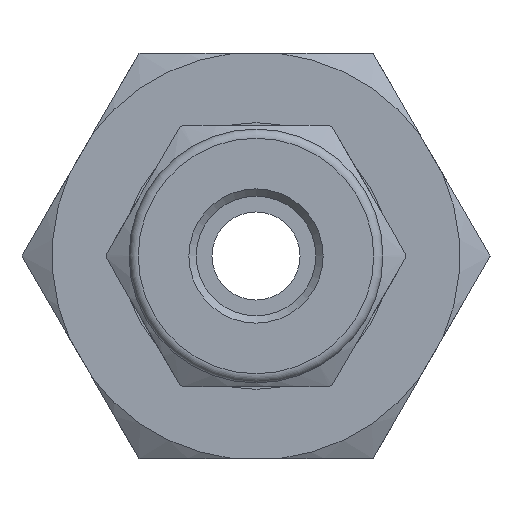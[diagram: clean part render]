
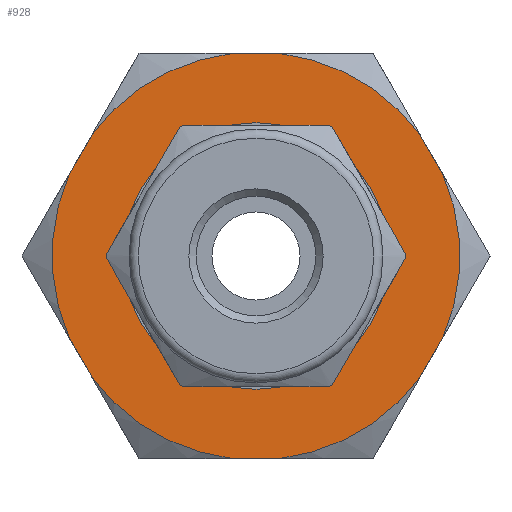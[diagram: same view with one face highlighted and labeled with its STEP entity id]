
A CAD part, left-side view. The second image highlights one B-rep face of the part: STEP entity #928.
In plain terms, the highlighted planar face has unit normal (-1, 0, 0).
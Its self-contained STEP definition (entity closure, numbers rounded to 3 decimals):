
#22=FACE_BOUND('',#222,.T.);
#61=CIRCLE('',#1012,5.9);
#82=CIRCLE('',#1050,11.169);
#83=CIRCLE('',#1051,11.169);
#84=CIRCLE('',#1052,11.169);
#85=CIRCLE('',#1053,11.169);
#86=CIRCLE('',#1054,11.169);
#87=CIRCLE('',#1055,11.169);
#156=FACE_OUTER_BOUND('',#221,.T.);
#221=EDGE_LOOP('',(#757,#758,#759,#760,#761,#762,#763,#764,#765,#766,#767,
#768));
#222=EDGE_LOOP('',(#769));
#277=LINE('',#1568,#321);
#278=LINE('',#1572,#322);
#279=LINE('',#1576,#323);
#280=LINE('',#1580,#324);
#281=LINE('',#1584,#325);
#282=LINE('',#1588,#326);
#321=VECTOR('',#1275,10.);
#322=VECTOR('',#1278,10.);
#323=VECTOR('',#1281,10.);
#324=VECTOR('',#1284,10.);
#325=VECTOR('',#1287,10.);
#326=VECTOR('',#1290,10.);
#406=VERTEX_POINT('',#1500);
#424=VERTEX_POINT('',#1566);
#425=VERTEX_POINT('',#1567);
#426=VERTEX_POINT('',#1569);
#427=VERTEX_POINT('',#1571);
#428=VERTEX_POINT('',#1573);
#429=VERTEX_POINT('',#1575);
#430=VERTEX_POINT('',#1577);
#431=VERTEX_POINT('',#1579);
#432=VERTEX_POINT('',#1581);
#433=VERTEX_POINT('',#1583);
#434=VERTEX_POINT('',#1585);
#435=VERTEX_POINT('',#1587);
#509=EDGE_CURVE('',#406,#406,#61,.T.);
#540=EDGE_CURVE('',#424,#425,#277,.T.);
#541=EDGE_CURVE('',#426,#425,#82,.T.);
#542=EDGE_CURVE('',#426,#427,#278,.T.);
#543=EDGE_CURVE('',#428,#427,#83,.T.);
#544=EDGE_CURVE('',#428,#429,#279,.T.);
#545=EDGE_CURVE('',#430,#429,#84,.T.);
#546=EDGE_CURVE('',#430,#431,#280,.T.);
#547=EDGE_CURVE('',#432,#431,#85,.T.);
#548=EDGE_CURVE('',#432,#433,#281,.T.);
#549=EDGE_CURVE('',#434,#433,#86,.T.);
#550=EDGE_CURVE('',#434,#435,#282,.T.);
#551=EDGE_CURVE('',#424,#435,#87,.T.);
#757=ORIENTED_EDGE('',*,*,#540,.T.);
#758=ORIENTED_EDGE('',*,*,#541,.F.);
#759=ORIENTED_EDGE('',*,*,#542,.T.);
#760=ORIENTED_EDGE('',*,*,#543,.F.);
#761=ORIENTED_EDGE('',*,*,#544,.T.);
#762=ORIENTED_EDGE('',*,*,#545,.F.);
#763=ORIENTED_EDGE('',*,*,#546,.T.);
#764=ORIENTED_EDGE('',*,*,#547,.F.);
#765=ORIENTED_EDGE('',*,*,#548,.T.);
#766=ORIENTED_EDGE('',*,*,#549,.F.);
#767=ORIENTED_EDGE('',*,*,#550,.T.);
#768=ORIENTED_EDGE('',*,*,#551,.F.);
#769=ORIENTED_EDGE('',*,*,#509,.T.);
#884=PLANE('',#1049);
#928=ADVANCED_FACE('',(#156,#22),#884,.T.);
#1012=AXIS2_PLACEMENT_3D('',#1501,#1189,#1190);
#1049=AXIS2_PLACEMENT_3D('',#1565,#1273,#1274);
#1050=AXIS2_PLACEMENT_3D('',#1570,#1276,#1277);
#1051=AXIS2_PLACEMENT_3D('',#1574,#1279,#1280);
#1052=AXIS2_PLACEMENT_3D('',#1578,#1282,#1283);
#1053=AXIS2_PLACEMENT_3D('',#1582,#1285,#1286);
#1054=AXIS2_PLACEMENT_3D('',#1586,#1288,#1289);
#1055=AXIS2_PLACEMENT_3D('',#1589,#1291,#1292);
#1189=DIRECTION('center_axis',(1.,0.,0.));
#1190=DIRECTION('ref_axis',(0.,1.,0.));
#1273=DIRECTION('center_axis',(-1.,0.,0.));
#1274=DIRECTION('ref_axis',(0.,0.,1.));
#1275=DIRECTION('',(0.,-0.5,0.866));
#1276=DIRECTION('center_axis',(1.,0.,0.));
#1277=DIRECTION('ref_axis',(0.,0.,-1.));
#1278=DIRECTION('',(0.,0.5,0.866));
#1279=DIRECTION('center_axis',(1.,0.,0.));
#1280=DIRECTION('ref_axis',(0.,0.,-1.));
#1281=DIRECTION('',(0.,1.,0.));
#1282=DIRECTION('center_axis',(1.,0.,0.));
#1283=DIRECTION('ref_axis',(0.,0.,-1.));
#1284=DIRECTION('',(0.,0.5,-0.866));
#1285=DIRECTION('center_axis',(1.,0.,0.));
#1286=DIRECTION('ref_axis',(0.,0.,-1.));
#1287=DIRECTION('',(0.,-0.5,-0.866));
#1288=DIRECTION('center_axis',(1.,0.,0.));
#1289=DIRECTION('ref_axis',(0.,0.,-1.));
#1290=DIRECTION('',(0.,-1.,0.));
#1291=DIRECTION('center_axis',(1.,0.,0.));
#1292=DIRECTION('ref_axis',(0.,0.,-1.));
#1500=CARTESIAN_POINT('',(17.841,-5.9,0.));
#1501=CARTESIAN_POINT('Origin',(17.841,0.,
0.));
#1565=CARTESIAN_POINT('Origin',(17.841,11.169,0.));
#1566=CARTESIAN_POINT('',(17.841,-8.992,-6.626));
#1567=CARTESIAN_POINT('',(17.841,-10.234,-4.474));
#1568=CARTESIAN_POINT('',(17.841,-6.615,-10.743));
#1569=CARTESIAN_POINT('',(17.841,-10.234,4.474));
#1570=CARTESIAN_POINT('Origin',(17.841,0.,0.));
#1571=CARTESIAN_POINT('',(17.841,-8.992,6.626));
#1572=CARTESIAN_POINT('',(17.841,-9.819,5.193));
#1573=CARTESIAN_POINT('',(17.841,-1.242,11.1));
#1574=CARTESIAN_POINT('Origin',(17.841,0.,0.));
#1575=CARTESIAN_POINT('',(17.841,1.242,11.1));
#1576=CARTESIAN_POINT('',(17.841,2.38,11.1));
#1577=CARTESIAN_POINT('',(17.841,8.992,6.626));
#1578=CARTESIAN_POINT('Origin',(17.841,0.,0.));
#1579=CARTESIAN_POINT('',(17.841,10.234,4.474));
#1580=CARTESIAN_POINT('',(17.841,9.407,5.907));
#1581=CARTESIAN_POINT('',(17.841,10.234,-4.474));
#1582=CARTESIAN_POINT('Origin',(17.841,0.,0.));
#1583=CARTESIAN_POINT('',(17.841,8.992,-6.626));
#1584=CARTESIAN_POINT('',(17.841,12.611,-0.357));
#1585=CARTESIAN_POINT('',(17.841,1.242,-11.1));
#1586=CARTESIAN_POINT('Origin',(17.841,0.,0.));
#1587=CARTESIAN_POINT('',(17.841,-1.242,-11.1));
#1588=CARTESIAN_POINT('',(17.841,8.789,-11.1));
#1589=CARTESIAN_POINT('Origin',(17.841,0.,0.));
